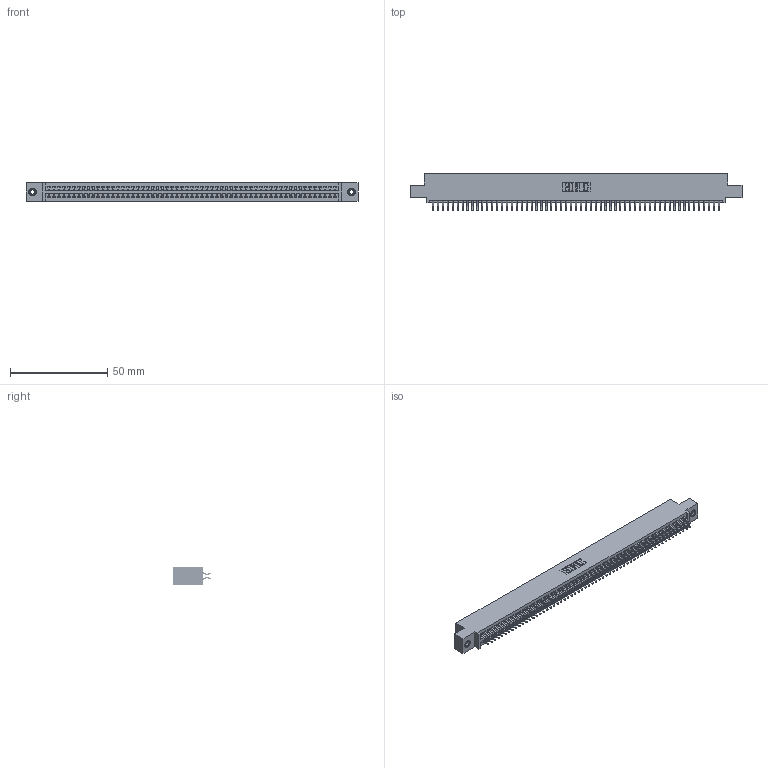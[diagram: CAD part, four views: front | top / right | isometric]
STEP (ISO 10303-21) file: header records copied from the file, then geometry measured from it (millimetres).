
FILE_DESCRIPTION (( 'STEP AP203' ), '1' );
FILE_NAME ('845-118-556-508.STEP', '2018-11-20T22:42:30', ( '' ), ( '' ), 'SwSTEP 2.0', 'SolidWorks 2016', '' );
FILE_SCHEMA (( 'CONFIG_CONTROL_DESIGN' ));
Length unit declared in the file: inch
Products named in the file (4): 345-292-001_556 Tail; 345-250-001_345-250-003-102; 845-118-556-508; 845 Part_0.110 Offset - 0.156 Dia-TI
Assembly tree (121 placements, depth 2):
  845-118-556-508
    845 Part_0.110 Offset - 0.156 Dia-TI
    345-292-001_556 Tail  x118
    345-250-001_345-250-003-102  x2
Bounding box: 171.07 x 19.24 x 9.4 mm (x, y, z)
Volume: 16691.1 mm3; surface area: 25004.4 mm2
Topology: 121 solids, 121 shells, 6798 faces, 20195 edges, 13298 vertices
Faces by surface type: plane 4482, cylinder 2300, cone 12, torus 4
Entity records: 45542 total; most frequent: CARTESIAN_POINT 7615, ORIENTED_EDGE 7530, DIRECTION 6707, EDGE_CURVE 3765, LINE 3369, VECTOR 3369, VERTEX_POINT 2504, AXIS2_PLACEMENT_3D 1669
